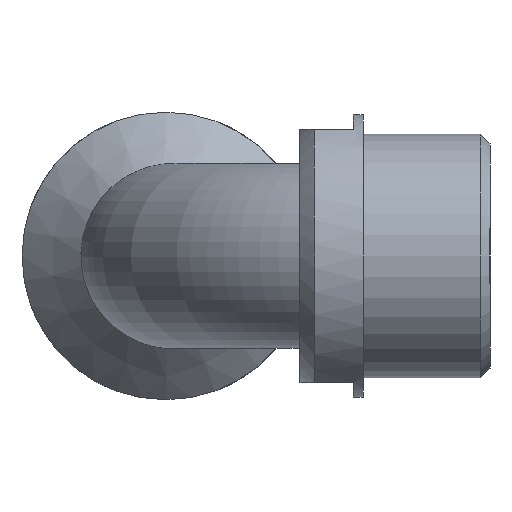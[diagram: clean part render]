
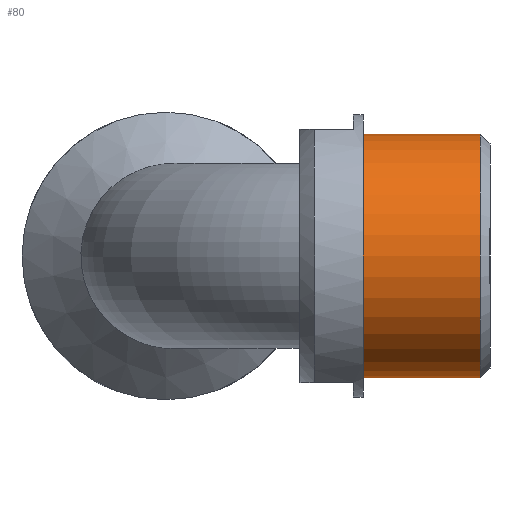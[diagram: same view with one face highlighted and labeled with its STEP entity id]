
A CAD part, left-side view. The second image highlights one B-rep face of the part: STEP entity #80.
In plain terms, the highlighted cylindrical face has radius 12.5 mm (diameter 25 mm), a full revolution.
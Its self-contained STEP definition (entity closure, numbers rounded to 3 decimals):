
#80 = ADVANCED_FACE( '', ( #153, #154 ), #155, .T. );
#153 = FACE_OUTER_BOUND( '', #298, .T. );
#154 = FACE_OUTER_BOUND( '', #299, .T. );
#155 = CYLINDRICAL_SURFACE( '', #300, 12.5 );
#298 = EDGE_LOOP( '', ( #498 ) );
#299 = EDGE_LOOP( '', ( #499 ) );
#300 = AXIS2_PLACEMENT_3D( '', #500, #501, #502 );
#498 = ORIENTED_EDGE( '', *, *, #931, .T. );
#499 = ORIENTED_EDGE( '', *, *, #932, .T. );
#500 = CARTESIAN_POINT( '', ( 1.3, 6.75, 0. ) );
#501 = DIRECTION( '', ( 0., -1., 0. ) );
#502 = DIRECTION( '', ( 0., 0., 1. ) );
#931 = EDGE_CURVE( '', #1114, #1114, #1115, .F. );
#932 = EDGE_CURVE( '', #1116, #1116, #1117, .T. );
#1114 = VERTEX_POINT( '', #1482 );
#1115 = CIRCLE( '', #1483, 12.5 );
#1116 = VERTEX_POINT( '', #1484 );
#1117 = CIRCLE( '', #1485, 12.5 );
#1482 = CARTESIAN_POINT( '', ( 1.3, 6.75, 12.5 ) );
#1483 = AXIS2_PLACEMENT_3D( '', #1949, #1950, #1951 );
#1484 = CARTESIAN_POINT( '', ( 1.3, -5.25, 12.5 ) );
#1485 = AXIS2_PLACEMENT_3D( '', #1952, #1953, #1954 );
#1949 = CARTESIAN_POINT( '', ( 1.3, 6.75, 0. ) );
#1950 = DIRECTION( '', ( 0., 1., 0. ) );
#1951 = DIRECTION( '', ( 0., 0., 1. ) );
#1952 = CARTESIAN_POINT( '', ( 1.3, -5.25, 0. ) );
#1953 = DIRECTION( '', ( 0., 1., 0. ) );
#1954 = DIRECTION( '', ( 0., 0., 1. ) );
